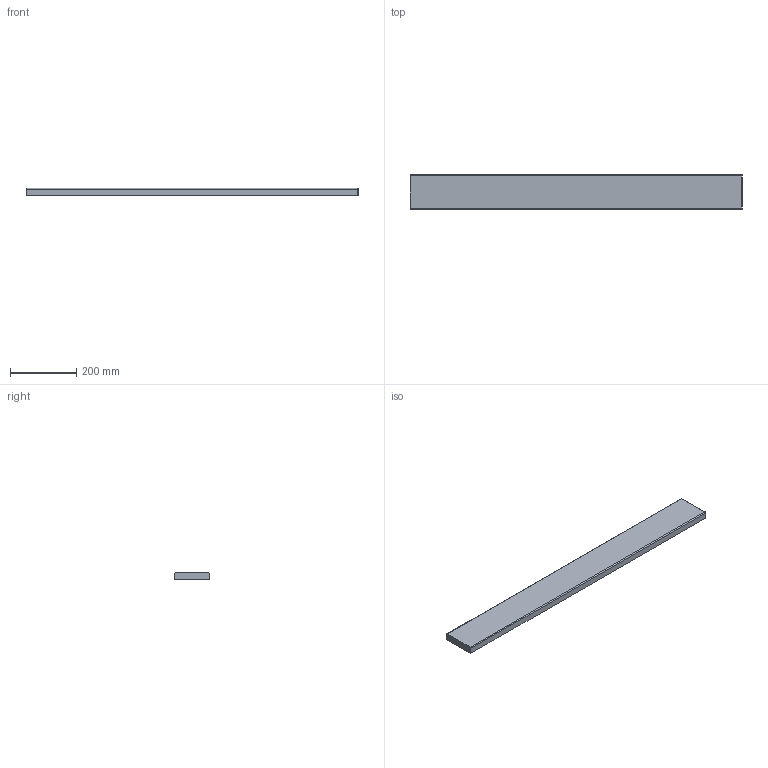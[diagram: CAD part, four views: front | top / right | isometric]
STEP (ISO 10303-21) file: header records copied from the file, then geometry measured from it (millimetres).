
FILE_DESCRIPTION(/* description */ (''),/* implementation_level */ '2;1');
FILE_NAME(/* name */ 'TGAA100043 - Customer.stp',/* time_stamp */ '2014-04-03T08:27:27+02:00',/* author */ ('bs'),/* organization */ (''),/* preprocessor_version */ 'ST-DEVELOPER v15.2',/* originating_system */ 'Autodesk Inventor 2014',/* authorisation */ '');
FILE_SCHEMA (('AUTOMOTIVE_DESIGN { 1 0 10303 214 3 1 1 }'));
Length unit declared in the file: millimetre
Products named in the file (1): TGAA100043 - Customer
Bounding box: 999.1 x 103 x 21.74 mm (x, y, z)
Volume: 2231708.6 mm3; surface area: 251663.8 mm2
Topology: 1 solids, 1 shells, 39 faces, 86 edges, 52 vertices
Faces by surface type: plane 29, cylinder 8, cone 2
Full cylindrical faces by diameter (mm): 6.647 x2
Entity records: 1086 total; most frequent: DIRECTION 178, CARTESIAN_POINT 170, ORIENTED_EDGE 160, EDGE_CURVE 80, LINE 62, VECTOR 62, AXIS2_PLACEMENT_3D 58, VERTEX_POINT 50
